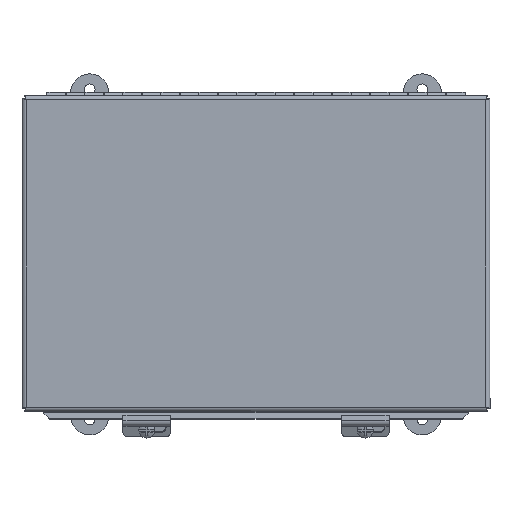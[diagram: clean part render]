
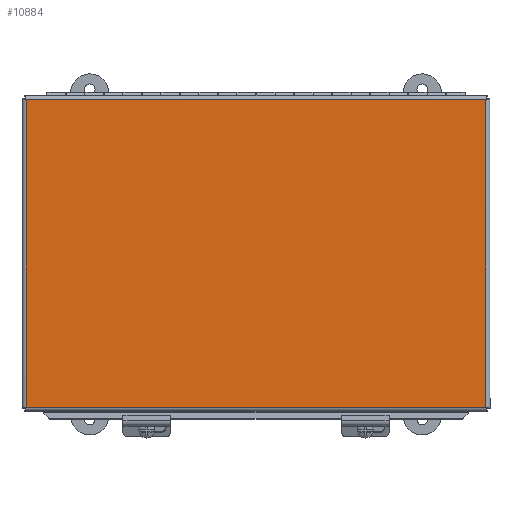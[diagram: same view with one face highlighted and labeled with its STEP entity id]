
A CAD part, top view. The second image highlights one B-rep face of the part: STEP entity #10884.
In plain terms, the highlighted planar face has unit normal (0, 0, 1).
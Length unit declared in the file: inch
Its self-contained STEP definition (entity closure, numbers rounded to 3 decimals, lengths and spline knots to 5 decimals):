
#474 = LINE ( 'NONE', #10471, #18620 ) ;
#475 = CARTESIAN_POINT ( 'NONE',  ( -1.76018, -1.2909, 6.09504 ) ) ;
#885 = DIRECTION ( 'NONE',  ( 1., 0., 0. ) ) ;
#1000 = VECTOR ( 'NONE', #17936, 39.37008 ) ;
#1193 = ORIENTED_EDGE ( 'NONE', *, *, #16794, .F. ) ;
#1237 = LINE ( 'NONE', #21252, #1000 ) ;
#1573 = CARTESIAN_POINT ( 'NONE',  ( -1.76018, 6.8111, 6.09504 ) ) ;
#2113 = DIRECTION ( 'NONE',  ( -1., 0., 0. ) ) ;
#5211 = PLANE ( 'NONE',  #12994 ) ;
#5259 = EDGE_LOOP ( 'NONE', ( #18522, #17458, #1193, #9320 ) ) ;
#5526 = CARTESIAN_POINT ( 'NONE',  ( 4.29082, 2.7601, 6.09504 ) ) ;
#6197 = VECTOR ( 'NONE', #885, 39.37008 ) ;
#7111 = VECTOR ( 'NONE', #12788, 39.37008 ) ;
#7806 = CARTESIAN_POINT ( 'NONE',  ( 10.34182, -1.2909, 6.09504 ) ) ;
#7936 = EDGE_CURVE ( 'NONE', #19940, #19921, #1237, .T. ) ;
#9029 = EDGE_CURVE ( 'NONE', #11990, #9167, #16411, .T. ) ;
#9034 = CARTESIAN_POINT ( 'NONE',  ( 10.34182, 6.8111, 6.09504 ) ) ;
#9167 = VERTEX_POINT ( 'NONE', #7806 ) ;
#9320 = ORIENTED_EDGE ( 'NONE', *, *, #9029, .F. ) ;
#10471 = CARTESIAN_POINT ( 'NONE',  ( 4.29082, -1.2909, 6.09504 ) ) ;
#10884 = ADVANCED_FACE ( 'NONE', ( #13561 ), #5211, .F. ) ;
#11990 = VERTEX_POINT ( 'NONE', #9034 ) ;
#12236 = DIRECTION ( 'NONE',  ( 1., 0., 0. ) ) ;
#12659 = CARTESIAN_POINT ( 'NONE',  ( 4.29082, 6.8111, 6.09504 ) ) ;
#12674 = CARTESIAN_POINT ( 'NONE',  ( 10.34182, 2.7601, 6.09504 ) ) ;
#12788 = DIRECTION ( 'NONE',  ( 0., -1., 0. ) ) ;
#12994 = AXIS2_PLACEMENT_3D ( 'NONE', #5526, #15224, #12236 ) ;
#13561 = FACE_OUTER_BOUND ( 'NONE', #5259, .T. ) ;
#14111 = EDGE_CURVE ( 'NONE', #19921, #11990, #19431, .T. ) ;
#15224 = DIRECTION ( 'NONE',  ( 0., 0., -1. ) ) ;
#16411 = LINE ( 'NONE', #12674, #7111 ) ;
#16794 = EDGE_CURVE ( 'NONE', #9167, #19940, #474, .T. ) ;
#17458 = ORIENTED_EDGE ( 'NONE', *, *, #7936, .F. ) ;
#17936 = DIRECTION ( 'NONE',  ( 0., 1., 0. ) ) ;
#18522 = ORIENTED_EDGE ( 'NONE', *, *, #14111, .F. ) ;
#18620 = VECTOR ( 'NONE', #2113, 39.37008 ) ;
#19431 = LINE ( 'NONE', #12659, #6197 ) ;
#19921 = VERTEX_POINT ( 'NONE', #1573 ) ;
#19940 = VERTEX_POINT ( 'NONE', #475 ) ;
#21252 = CARTESIAN_POINT ( 'NONE',  ( -1.76018, 2.7601, 6.09504 ) ) ;
